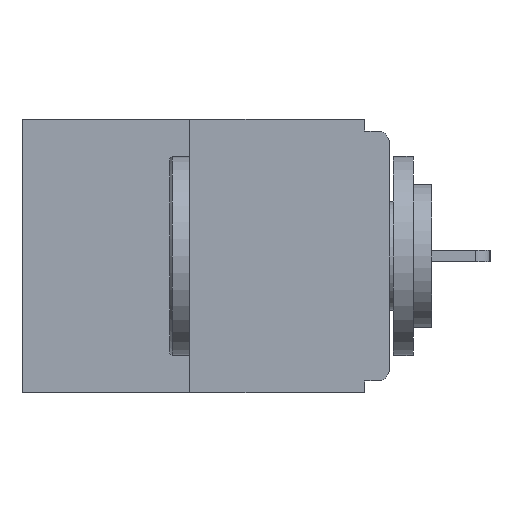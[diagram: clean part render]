
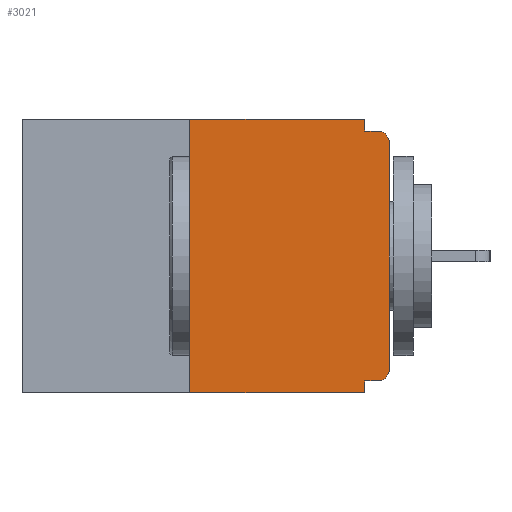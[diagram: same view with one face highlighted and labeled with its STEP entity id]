
A CAD part, left-side view. The second image highlights one B-rep face of the part: STEP entity #3021.
In plain terms, the highlighted planar face has unit normal (-1, 0, 0).
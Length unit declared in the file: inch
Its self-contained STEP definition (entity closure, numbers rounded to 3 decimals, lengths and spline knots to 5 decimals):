
#92 = VECTOR ( 'NONE', #567, 39.37008 ) ;
#104 = EDGE_CURVE ( 'NONE', #1269, #430, #1041, .T. ) ;
#243 = VERTEX_POINT ( 'NONE', #4979 ) ;
#430 = VERTEX_POINT ( 'NONE', #1616 ) ;
#567 = DIRECTION ( 'NONE',  ( 0., 0., 1. ) ) ;
#732 = VERTEX_POINT ( 'NONE', #10639 ) ;
#761 = CARTESIAN_POINT ( 'NONE',  ( 0., 0.031, -0.343 ) ) ;
#779 = DIRECTION ( 'NONE',  ( 0., 0., -1. ) ) ;
#804 = EDGE_CURVE ( 'NONE', #1269, #243, #1044, .T. ) ;
#1041 = CIRCLE ( 'NONE', #3652, 0.015 ) ;
#1044 = LINE ( 'NONE', #4231, #2804 ) ;
#1178 = LINE ( 'NONE', #2336, #2366 ) ;
#1269 = VERTEX_POINT ( 'NONE', #3381 ) ;
#1546 = ORIENTED_EDGE ( 'NONE', *, *, #5561, .T. ) ;
#1616 = CARTESIAN_POINT ( 'NONE',  ( 0., 0., -0.313 ) ) ;
#2072 = LINE ( 'NONE', #6352, #2212 ) ;
#2080 = EDGE_CURVE ( 'NONE', #9881, #7837, #6445, .T. ) ;
#2212 = VECTOR ( 'NONE', #11087, 39.37008 ) ;
#2291 = DIRECTION ( 'NONE',  ( 1., 0., 0. ) ) ;
#2336 = CARTESIAN_POINT ( 'NONE',  ( 0., 0.46, -0.343 ) ) ;
#2351 = DIRECTION ( 'NONE',  ( 0., 0., -1. ) ) ;
#2366 = VECTOR ( 'NONE', #4081, 39.37008 ) ;
#2578 = VERTEX_POINT ( 'NONE', #5217 ) ;
#2616 = CARTESIAN_POINT ( 'NONE',  ( 0., 0., 0. ) ) ;
#2625 = CARTESIAN_POINT ( 'NONE',  ( 0., 0.031, 0. ) ) ;
#2804 = VECTOR ( 'NONE', #7107, 39.37008 ) ;
#2856 = LINE ( 'NONE', #6829, #92 ) ;
#3021 = ADVANCED_FACE ( 'NONE', ( #9051 ), #9596, .F. ) ;
#3381 = CARTESIAN_POINT ( 'NONE',  ( 0., 0.015, -0.328 ) ) ;
#3575 = ORIENTED_EDGE ( 'NONE', *, *, #804, .F. ) ;
#3587 = ORIENTED_EDGE ( 'NONE', *, *, #8765, .F. ) ;
#3605 = DIRECTION ( 'NONE',  ( 0., 0., -1. ) ) ;
#3652 = AXIS2_PLACEMENT_3D ( 'NONE', #5191, #8817, #2351 ) ;
#3814 = CARTESIAN_POINT ( 'NONE',  ( 0., 0.031, 0. ) ) ;
#4028 = DIRECTION ( 'NONE',  ( 0., 0., -1. ) ) ;
#4081 = DIRECTION ( 'NONE',  ( 0., -1., 0. ) ) ;
#4231 = CARTESIAN_POINT ( 'NONE',  ( 0., 0., -0.328 ) ) ;
#4602 = ORIENTED_EDGE ( 'NONE', *, *, #5344, .F. ) ;
#4979 = CARTESIAN_POINT ( 'NONE',  ( 0., 0.031, -0.328 ) ) ;
#5008 = VECTOR ( 'NONE', #11964, 39.37008 ) ;
#5040 = CARTESIAN_POINT ( 'NONE',  ( 0., 0.46, 0. ) ) ;
#5127 = ORIENTED_EDGE ( 'NONE', *, *, #6639, .T. ) ;
#5191 = CARTESIAN_POINT ( 'NONE',  ( 0., 0.015, -0.313 ) ) ;
#5217 = CARTESIAN_POINT ( 'NONE',  ( 0., 0.25, 0. ) ) ;
#5272 = DIRECTION ( 'NONE',  ( -1., 0., 0. ) ) ;
#5344 = EDGE_CURVE ( 'NONE', #10775, #12042, #6591, .T. ) ;
#5379 = DIRECTION ( 'NONE',  ( 0., 0., 1. ) ) ;
#5546 = AXIS2_PLACEMENT_3D ( 'NONE', #7274, #5272, #779 ) ;
#5561 = EDGE_CURVE ( 'NONE', #430, #9881, #9929, .T. ) ;
#5794 = CARTESIAN_POINT ( 'NONE',  ( 0., 0., -0.03 ) ) ;
#5877 = CARTESIAN_POINT ( 'NONE',  ( 0., 0.031, -0.343 ) ) ;
#6352 = CARTESIAN_POINT ( 'NONE',  ( 0., 0., -0.015 ) ) ;
#6445 = CIRCLE ( 'NONE', #5546, 0.015 ) ;
#6591 = LINE ( 'NONE', #2625, #7466 ) ;
#6639 = EDGE_CURVE ( 'NONE', #732, #9993, #1178, .T. ) ;
#6829 = CARTESIAN_POINT ( 'NONE',  ( 0., 0.25, 0. ) ) ;
#6831 = EDGE_CURVE ( 'NONE', #12042, #7837, #2072, .T. ) ;
#7074 = EDGE_LOOP ( 'NONE', ( #9143, #3587, #5127, #7653, #3575, #9603, #1546, #9806, #8973, #4602 ) ) ;
#7107 = DIRECTION ( 'NONE',  ( 0., 1., 0. ) ) ;
#7200 = LINE ( 'NONE', #761, #5008 ) ;
#7274 = CARTESIAN_POINT ( 'NONE',  ( 0., 0.015, -0.03 ) ) ;
#7466 = VECTOR ( 'NONE', #3605, 39.37008 ) ;
#7653 = ORIENTED_EDGE ( 'NONE', *, *, #11098, .F. ) ;
#7837 = VERTEX_POINT ( 'NONE', #8522 ) ;
#7984 = DIRECTION ( 'NONE',  ( 0., -1., 0. ) ) ;
#7992 = AXIS2_PLACEMENT_3D ( 'NONE', #5040, #2291, #4028 ) ;
#8334 = VECTOR ( 'NONE', #5379, 39.37008 ) ;
#8522 = CARTESIAN_POINT ( 'NONE',  ( 0., 0.015, -0.015 ) ) ;
#8765 = EDGE_CURVE ( 'NONE', #732, #2578, #2856, .T. ) ;
#8817 = DIRECTION ( 'NONE',  ( -1., 0., 0. ) ) ;
#8973 = ORIENTED_EDGE ( 'NONE', *, *, #6831, .F. ) ;
#8992 = CARTESIAN_POINT ( 'NONE',  ( 0., 0.46, 0. ) ) ;
#9051 = FACE_OUTER_BOUND ( 'NONE', #7074, .T. ) ;
#9143 = ORIENTED_EDGE ( 'NONE', *, *, #11994, .F. ) ;
#9596 = PLANE ( 'NONE',  #7992 ) ;
#9603 = ORIENTED_EDGE ( 'NONE', *, *, #104, .T. ) ;
#9806 = ORIENTED_EDGE ( 'NONE', *, *, #2080, .T. ) ;
#9881 = VERTEX_POINT ( 'NONE', #5794 ) ;
#9929 = LINE ( 'NONE', #2616, #8334 ) ;
#9993 = VERTEX_POINT ( 'NONE', #5877 ) ;
#10223 = LINE ( 'NONE', #8992, #11715 ) ;
#10639 = CARTESIAN_POINT ( 'NONE',  ( 0., 0.25, -0.343 ) ) ;
#10775 = VERTEX_POINT ( 'NONE', #3814 ) ;
#11087 = DIRECTION ( 'NONE',  ( 0., -1., 0. ) ) ;
#11098 = EDGE_CURVE ( 'NONE', #243, #9993, #7200, .T. ) ;
#11665 = CARTESIAN_POINT ( 'NONE',  ( 0., 0.031, -0.015 ) ) ;
#11715 = VECTOR ( 'NONE', #7984, 39.37008 ) ;
#11964 = DIRECTION ( 'NONE',  ( 0., 0., -1. ) ) ;
#11994 = EDGE_CURVE ( 'NONE', #2578, #10775, #10223, .T. ) ;
#12042 = VERTEX_POINT ( 'NONE', #11665 ) ;
